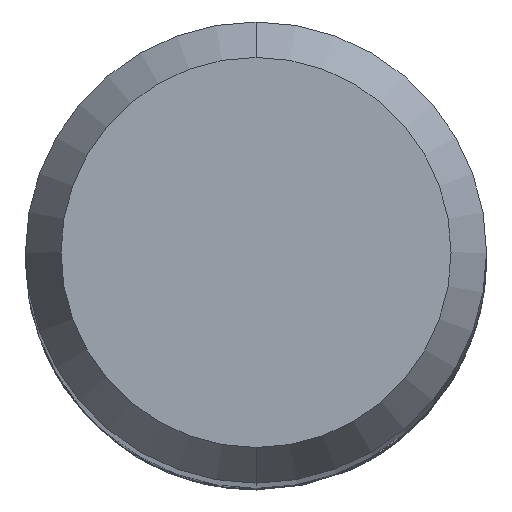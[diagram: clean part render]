
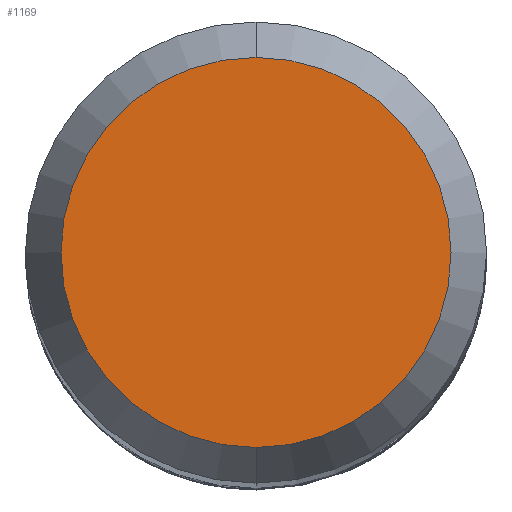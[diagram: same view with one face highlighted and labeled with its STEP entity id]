
A CAD part, top view. The second image highlights one B-rep face of the part: STEP entity #1169.
In plain terms, the highlighted planar face has unit normal (0, 0, 1).
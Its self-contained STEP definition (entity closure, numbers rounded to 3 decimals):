
#619=VERTEX_POINT('',#1790);
#973=EDGE_CURVE('',#1013,#619,#2186,.T.);
#1013=VERTEX_POINT('',#2230);
#1169=ADVANCED_FACE('',(#2400),#2401,.T.);
#1189=EDGE_CURVE('',#619,#1013,#2423,.T.);
#1790=CARTESIAN_POINT('',(0.0,2.538,0.0));
#2186=CIRCLE('',#7399,2.538);
#2230=CARTESIAN_POINT('',(0.,-2.538,0.0));
#2400=FACE_OUTER_BOUND('',#9215,.T.);
#2401=PLANE('',#9216);
#2423=CIRCLE('',#9308,2.538);
#7399=AXIS2_PLACEMENT_3D('',#15246,#15247,#15248);
#9215=EDGE_LOOP('',(#15433,#15434));
#9216=AXIS2_PLACEMENT_3D('',#15435,#15436,#15437);
#9308=AXIS2_PLACEMENT_3D('',#15459,#15460,#15461);
#15246=CARTESIAN_POINT('',(0.0,0.0,0.0));
#15247=DIRECTION('',(0.0,0.0,-1.0));
#15248=DIRECTION('',(0.0,1.0,0.0));
#15433=ORIENTED_EDGE('',*,*,#1189,.F.);
#15434=ORIENTED_EDGE('',*,*,#973,.F.);
#15435=CARTESIAN_POINT('',(0.0,1.269,0.0));
#15436=DIRECTION('',(-0.0,0.0,1.0));
#15437=DIRECTION('',(0.0,-1.0,0.0));
#15459=CARTESIAN_POINT('',(0.0,0.0,0.0));
#15460=DIRECTION('',(0.0,0.0,-1.0));
#15461=DIRECTION('',(0.0,1.0,0.0));
